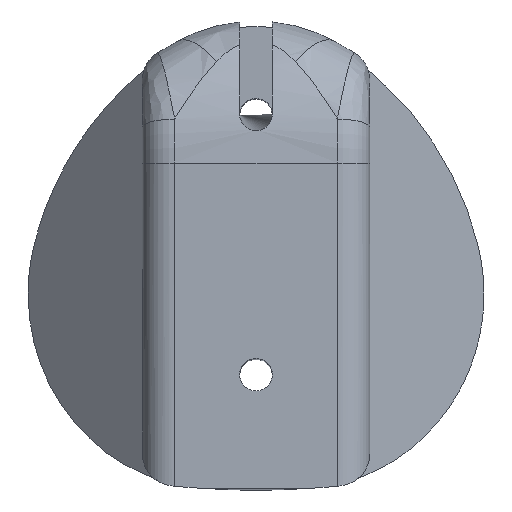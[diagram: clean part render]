
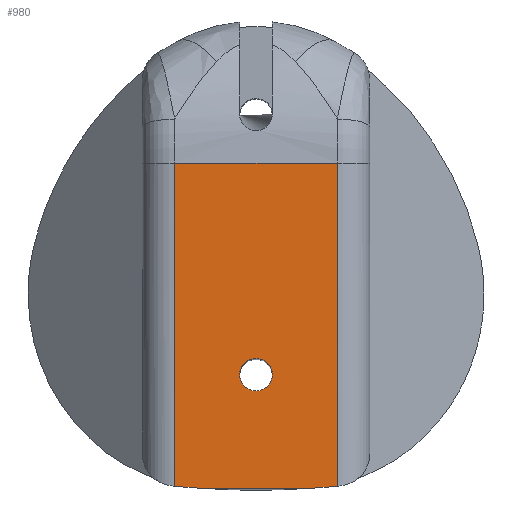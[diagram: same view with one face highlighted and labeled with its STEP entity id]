
A CAD part, top view. The second image highlights one B-rep face of the part: STEP entity #980.
In plain terms, the highlighted planar face has unit normal (0, 0, 1).
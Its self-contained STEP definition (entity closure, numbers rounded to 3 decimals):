
#13 = CARTESIAN_POINT ( 'NONE',  ( -2.499, 0.07, 13.705 ) ) ;
#17 = LINE ( 'NONE', #2337, #2755 ) ;
#30 =( BOUNDED_CURVE ( )  B_SPLINE_CURVE ( 3, ( #13, #220, #2109, #954 ),
 .UNSPECIFIED., .F., .T. ) 
 B_SPLINE_CURVE_WITH_KNOTS ( ( 4, 4 ),
 ( 4.559, 4.712 ),
 .UNSPECIFIED. ) 
 CURVE ( )  GEOMETRIC_REPRESENTATION_ITEM ( )  RATIONAL_B_SPLINE_CURVE ( ( 1., 0.998, 0.998, 1. ) ) 
 REPRESENTATION_ITEM ( '' )  );
#38 = DIRECTION ( 'NONE',  ( 1., 0., 0. ) ) ;
#72 = VERTEX_POINT ( 'NONE', #2785 ) ;
#87 = CARTESIAN_POINT ( 'NONE',  ( 3.501, 0., 13.705 ) ) ;
#117 = CARTESIAN_POINT ( 'NONE',  ( 1.892, 0., 13.705 ) ) ;
#126 = EDGE_LOOP ( 'NONE', ( #772, #2187 ) ) ;
#129 = FACE_BOUND ( 'NONE', #126, .T. ) ;
#173 = CIRCLE ( 'NONE', #1118, 0.5 ) ;
#207 = CARTESIAN_POINT ( 'NONE',  ( 2.501, 0.07, 13.705 ) ) ;
#220 = CARTESIAN_POINT ( 'NONE',  ( -2.196, 0.023, 13.705 ) ) ;
#264 = DIRECTION ( 'NONE',  ( 1., 0., 0. ) ) ;
#326 = VERTEX_POINT ( 'NONE', #1466 ) ;
#389 = ORIENTED_EDGE ( 'NONE', *, *, #2592, .T. ) ;
#505 = EDGE_LOOP ( 'NONE', ( #2589, #1562, #1245, #389, #2697, #1424 ) ) ;
#547 = VERTEX_POINT ( 'NONE', #3033 ) ;
#601 = VERTEX_POINT ( 'NONE', #2091 ) ;
#699 = VERTEX_POINT ( 'NONE', #207 ) ;
#704 = EDGE_CURVE ( 'NONE', #699, #601, #17, .T. ) ;
#751 = CARTESIAN_POINT ( 'NONE',  ( 0.001, 3.5, 13.705 ) ) ;
#756 = EDGE_CURVE ( 'NONE', #2554, #699, #787, .T. ) ;
#772 = ORIENTED_EDGE ( 'NONE', *, *, #1205, .F. ) ;
#787 =( BOUNDED_CURVE ( )  B_SPLINE_CURVE ( 3, ( #1471, #117, #2693, #1048 ),
 .UNSPECIFIED., .F., .T. ) 
 B_SPLINE_CURVE_WITH_KNOTS ( ( 4, 4 ),
 ( 4.712, 4.865 ),
 .UNSPECIFIED. ) 
 CURVE ( )  GEOMETRIC_REPRESENTATION_ITEM ( )  RATIONAL_B_SPLINE_CURVE ( ( 1., 0.998, 0.998, 1. ) ) 
 REPRESENTATION_ITEM ( '' )  );
#954 = CARTESIAN_POINT ( 'NONE',  ( -1.584, 0., 13.705 ) ) ;
#960 = DIRECTION ( 'NONE',  ( 0., 1., 0. ) ) ;
#980 = ADVANCED_FACE ( 'NONE', ( #129, #1086 ), #2268, .F. ) ;
#983 = DIRECTION ( 'NONE',  ( 0., -1., 0. ) ) ;
#1048 = CARTESIAN_POINT ( 'NONE',  ( 2.501, 0.07, 13.705 ) ) ;
#1086 = FACE_OUTER_BOUND ( 'NONE', #505, .T. ) ;
#1118 = AXIS2_PLACEMENT_3D ( 'NONE', #1388, #1894, #2779 ) ;
#1136 = LINE ( 'NONE', #2077, #2898 ) ;
#1149 = VERTEX_POINT ( 'NONE', #2344 ) ;
#1205 = EDGE_CURVE ( 'NONE', #326, #1331, #1403, .T. ) ;
#1228 = CARTESIAN_POINT ( 'NONE',  ( -2.499, 15., 13.705 ) ) ;
#1245 = ORIENTED_EDGE ( 'NONE', *, *, #1352, .T. ) ;
#1319 = VECTOR ( 'NONE', #983, 1000. ) ;
#1331 = VERTEX_POINT ( 'NONE', #3001 ) ;
#1352 = EDGE_CURVE ( 'NONE', #601, #72, #1136, .T. ) ;
#1388 = CARTESIAN_POINT ( 'NONE',  ( 0.001, 3.5, 13.705 ) ) ;
#1403 = CIRCLE ( 'NONE', #2058, 0.5 ) ;
#1424 = ORIENTED_EDGE ( 'NONE', *, *, #2591, .T. ) ;
#1466 = CARTESIAN_POINT ( 'NONE',  ( 0.501, 3.5, 13.705 ) ) ;
#1471 = CARTESIAN_POINT ( 'NONE',  ( 1.585, 0., 13.705 ) ) ;
#1491 = LINE ( 'NONE', #87, #1768 ) ;
#1562 = ORIENTED_EDGE ( 'NONE', *, *, #704, .T. ) ;
#1768 = VECTOR ( 'NONE', #38, 1000. ) ;
#1801 = DIRECTION ( 'NONE',  ( 0., 0., -1. ) ) ;
#1894 = DIRECTION ( 'NONE',  ( 0., 0., 1. ) ) ;
#1955 = CARTESIAN_POINT ( 'NONE',  ( 1.585, 0., 13.705 ) ) ;
#1987 = LINE ( 'NONE', #1228, #1319 ) ;
#2012 = EDGE_CURVE ( 'NONE', #547, #1149, #30, .T. ) ;
#2058 = AXIS2_PLACEMENT_3D ( 'NONE', #751, #2632, #264 ) ;
#2077 = CARTESIAN_POINT ( 'NONE',  ( -3.499, 10., 13.705 ) ) ;
#2090 = DIRECTION ( 'NONE',  ( -1., 0., 0. ) ) ;
#2091 = CARTESIAN_POINT ( 'NONE',  ( 2.501, 10., 13.705 ) ) ;
#2109 = CARTESIAN_POINT ( 'NONE',  ( -1.89, 0., 13.705 ) ) ;
#2187 = ORIENTED_EDGE ( 'NONE', *, *, #2783, .F. ) ;
#2268 = PLANE ( 'NONE',  #2705 ) ;
#2337 = CARTESIAN_POINT ( 'NONE',  ( 2.501, 15., 13.705 ) ) ;
#2344 = CARTESIAN_POINT ( 'NONE',  ( -1.584, 0., 13.705 ) ) ;
#2554 = VERTEX_POINT ( 'NONE', #1955 ) ;
#2589 = ORIENTED_EDGE ( 'NONE', *, *, #756, .T. ) ;
#2591 = EDGE_CURVE ( 'NONE', #1149, #2554, #1491, .T. ) ;
#2592 = EDGE_CURVE ( 'NONE', #72, #547, #1987, .T. ) ;
#2632 = DIRECTION ( 'NONE',  ( 0., 0., 1. ) ) ;
#2693 = CARTESIAN_POINT ( 'NONE',  ( 2.198, 0.023, 13.705 ) ) ;
#2697 = ORIENTED_EDGE ( 'NONE', *, *, #2012, .T. ) ;
#2705 = AXIS2_PLACEMENT_3D ( 'NONE', #2979, #1801, #2720 ) ;
#2720 = DIRECTION ( 'NONE',  ( -1., 0., 0. ) ) ;
#2755 = VECTOR ( 'NONE', #960, 1000. ) ;
#2779 = DIRECTION ( 'NONE',  ( 1., 0., 0. ) ) ;
#2783 = EDGE_CURVE ( 'NONE', #1331, #326, #173, .T. ) ;
#2785 = CARTESIAN_POINT ( 'NONE',  ( -2.499, 10., 13.705 ) ) ;
#2898 = VECTOR ( 'NONE', #2090, 1000. ) ;
#2979 = CARTESIAN_POINT ( 'NONE',  ( 3.501, 15., 13.705 ) ) ;
#3001 = CARTESIAN_POINT ( 'NONE',  ( -0.499, 3.5, 13.705 ) ) ;
#3033 = CARTESIAN_POINT ( 'NONE',  ( -2.499, 0.07, 13.705 ) ) ;
